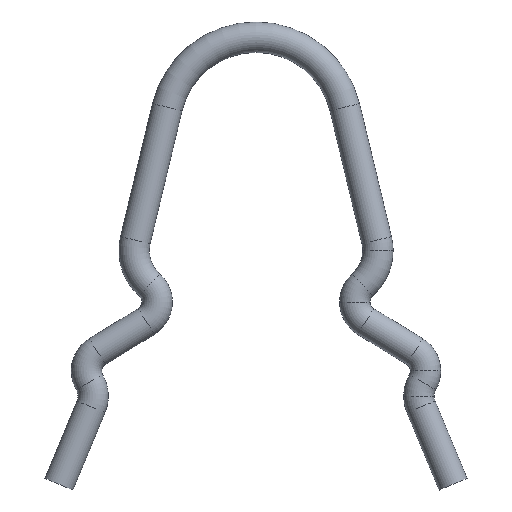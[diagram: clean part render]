
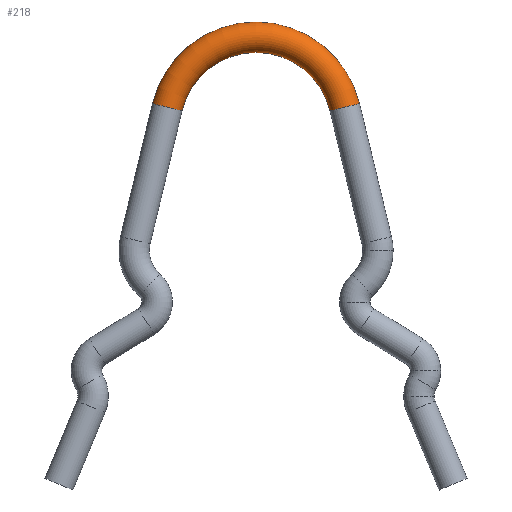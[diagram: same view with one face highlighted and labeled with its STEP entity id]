
A CAD part, top view. The second image highlights one B-rep face of the part: STEP entity #218.
In plain terms, the highlighted toroidal (fillet/blend) face has major radius 1.524 mm and minor radius 0.254 mm.
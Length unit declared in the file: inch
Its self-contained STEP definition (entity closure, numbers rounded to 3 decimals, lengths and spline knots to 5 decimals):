
#26 = DIRECTION ( 'NONE',  ( 1., 0., 0. ) ) ;
#37 = AXIS2_PLACEMENT_3D ( 'NONE', #1018, #538, #26 ) ;
#42 = DIRECTION ( 'NONE',  ( 0.233, 0.972, 0. ) ) ;
#86 = CIRCLE ( 'NONE', #107, 0.01 ) ;
#107 = AXIS2_PLACEMENT_3D ( 'NONE', #551, #42, #626 ) ;
#138 = DIRECTION ( 'NONE',  ( 0., 0., 1. ) ) ;
#148 = ORIENTED_EDGE ( 'NONE', *, *, #806, .T. ) ;
#218 = ADVANCED_FACE ( 'NONE', ( #818 ), #610, .T. ) ;
#223 = AXIS2_PLACEMENT_3D ( 'NONE', #620, #138, #701 ) ;
#240 = VERTEX_POINT ( 'NONE', #345 ) ;
#258 = VERTEX_POINT ( 'NONE', #504 ) ;
#278 = CARTESIAN_POINT ( 'NONE',  ( 0.05834, 0.26401, 0. ) ) ;
#308 = EDGE_LOOP ( 'NONE', ( #772, #148, #959, #535 ) ) ;
#327 = AXIS2_PLACEMENT_3D ( 'NONE', #676, #364, #489 ) ;
#345 = CARTESIAN_POINT ( 'NONE',  ( 0.04862, 0.26167, 0. ) ) ;
#364 = DIRECTION ( 'NONE',  ( 0., 0., 1. ) ) ;
#387 = DIRECTION ( 'NONE',  ( 0.972, 0.233, 0. ) ) ;
#436 = AXIS2_PLACEMENT_3D ( 'NONE', #278, #843, #387 ) ;
#489 = DIRECTION ( 'NONE',  ( 1., 0., 0. ) ) ;
#500 = CARTESIAN_POINT ( 'NONE',  ( -0.06807, 0.26634, 0. ) ) ;
#504 = CARTESIAN_POINT ( 'NONE',  ( 0.06807, 0.26634, 0. ) ) ;
#535 = ORIENTED_EDGE ( 'NONE', *, *, #852, .F. ) ;
#538 = DIRECTION ( 'NONE',  ( 0., 0., 1. ) ) ;
#551 = CARTESIAN_POINT ( 'NONE',  ( -0.05834, 0.26401, 0. ) ) ;
#610 = TOROIDAL_SURFACE ( 'NONE', #327, 0.06, 0.01 ) ;
#620 = CARTESIAN_POINT ( 'NONE',  ( 0., 0.25, 0. ) ) ;
#626 = DIRECTION ( 'NONE',  ( -0.972, 0.233, 0. ) ) ;
#676 = CARTESIAN_POINT ( 'NONE',  ( 0., 0.25, 0. ) ) ;
#701 = DIRECTION ( 'NONE',  ( 1., 0., 0. ) ) ;
#772 = ORIENTED_EDGE ( 'NONE', *, *, #790, .F. ) ;
#788 = VERTEX_POINT ( 'NONE', #500 ) ;
#790 = EDGE_CURVE ( 'NONE', #258, #240, #1005, .T. ) ;
#793 = CIRCLE ( 'NONE', #223, 0.07 ) ;
#806 = EDGE_CURVE ( 'NONE', #258, #788, #793, .T. ) ;
#818 = FACE_OUTER_BOUND ( 'NONE', #308, .T. ) ;
#835 = EDGE_CURVE ( 'NONE', #788, #974, #86, .T. ) ;
#841 = CARTESIAN_POINT ( 'NONE',  ( -0.04862, 0.26167, 0. ) ) ;
#843 = DIRECTION ( 'NONE',  ( 0.233, -0.972, 0. ) ) ;
#852 = EDGE_CURVE ( 'NONE', #240, #974, #922, .T. ) ;
#922 = CIRCLE ( 'NONE', #37, 0.05 ) ;
#959 = ORIENTED_EDGE ( 'NONE', *, *, #835, .T. ) ;
#974 = VERTEX_POINT ( 'NONE', #841 ) ;
#1005 = CIRCLE ( 'NONE', #436, 0.01 ) ;
#1018 = CARTESIAN_POINT ( 'NONE',  ( 0., 0.25, 0. ) ) ;
